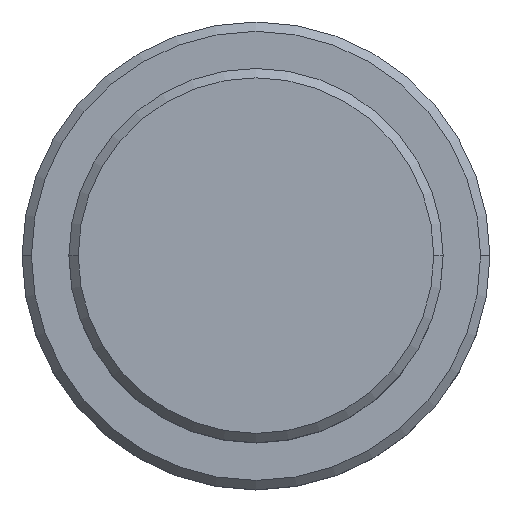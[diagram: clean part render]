
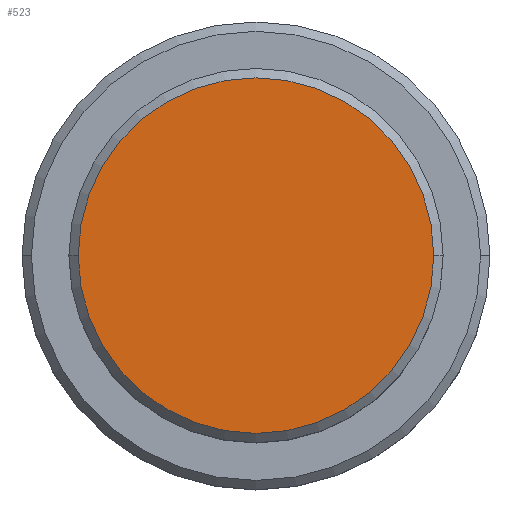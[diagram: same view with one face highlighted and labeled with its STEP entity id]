
A CAD part, top view. The second image highlights one B-rep face of the part: STEP entity #523.
In plain terms, the highlighted planar face has unit normal (0, 0, 1).
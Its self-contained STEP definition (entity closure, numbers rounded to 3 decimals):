
#3 = EDGE_CURVE ( 'NONE', #240, #922, #171, .T. ) ;
#92 = DIRECTION ( 'NONE',  ( 0., 0., 1. ) ) ;
#97 = AXIS2_PLACEMENT_3D ( 'NONE', #214, #1311, #838 ) ;
#151 = AXIS2_PLACEMENT_3D ( 'NONE', #1220, #268, #364 ) ;
#171 = CIRCLE ( 'NONE', #97, 9.5 ) ;
#197 = CARTESIAN_POINT ( 'NONE',  ( -9.5, 0., 0. ) ) ;
#199 = CIRCLE ( 'NONE', #983, 9.5 ) ;
#200 = CARTESIAN_POINT ( 'NONE',  ( 9.5, 0., 0. ) ) ;
#214 = CARTESIAN_POINT ( 'NONE',  ( 0., 0., 0. ) ) ;
#240 = VERTEX_POINT ( 'NONE', #200 ) ;
#268 = DIRECTION ( 'NONE',  ( 0., 0., 1. ) ) ;
#325 = EDGE_CURVE ( 'NONE', #922, #240, #199, .T. ) ;
#364 = DIRECTION ( 'NONE',  ( 1., 0., 0. ) ) ;
#523 = ADVANCED_FACE ( 'NONE', ( #781 ), #1112, .T. ) ;
#723 = ORIENTED_EDGE ( 'NONE', *, *, #325, .T. ) ;
#781 = FACE_OUTER_BOUND ( 'NONE', #1159, .T. ) ;
#838 = DIRECTION ( 'NONE',  ( 1., 0., 0. ) ) ;
#922 = VERTEX_POINT ( 'NONE', #197 ) ;
#983 = AXIS2_PLACEMENT_3D ( 'NONE', #1279, #92, #1192 ) ;
#1112 = PLANE ( 'NONE',  #151 ) ;
#1145 = ORIENTED_EDGE ( 'NONE', *, *, #3, .T. ) ;
#1159 = EDGE_LOOP ( 'NONE', ( #723, #1145 ) ) ;
#1192 = DIRECTION ( 'NONE',  ( 1., 0., 0. ) ) ;
#1220 = CARTESIAN_POINT ( 'NONE',  ( 0., 0., 0. ) ) ;
#1279 = CARTESIAN_POINT ( 'NONE',  ( 0., 0., 0. ) ) ;
#1311 = DIRECTION ( 'NONE',  ( 0., 0., 1. ) ) ;
